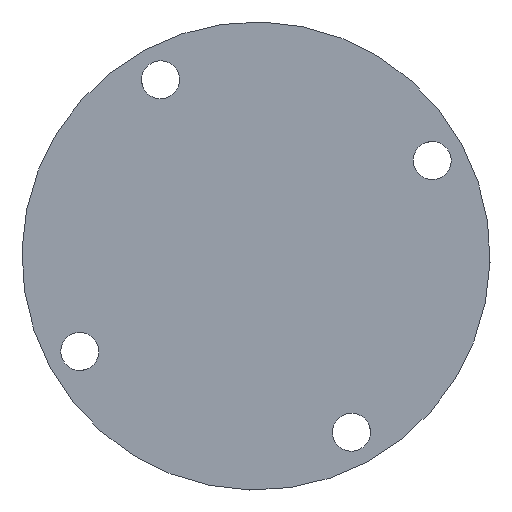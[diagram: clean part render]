
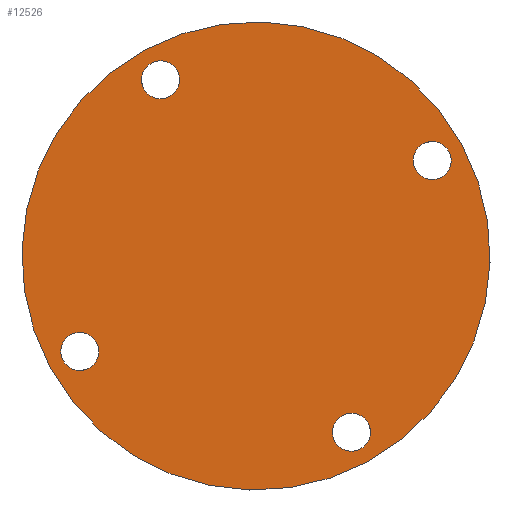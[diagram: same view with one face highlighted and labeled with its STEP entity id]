
A CAD part, front view. The second image highlights one B-rep face of the part: STEP entity #12526.
In plain terms, the highlighted planar face has unit normal (0, -1, 0).
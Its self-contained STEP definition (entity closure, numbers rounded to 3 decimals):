
#49 = ORIENTED_EDGE ( 'NONE', *, *, #8474, .T. ) ;
#68 = ORIENTED_EDGE ( 'NONE', *, *, #11411, .F. ) ;
#498 = CIRCLE ( 'NONE', #5072, 5.159 ) ;
#726 = CIRCLE ( 'NONE', #12324, 5.159 ) ;
#781 = AXIS2_PLACEMENT_3D ( 'NONE', #1305, #4750, #1450 ) ;
#946 = CARTESIAN_POINT ( 'NONE',  ( 0., 0., 0. ) ) ;
#1199 = AXIS2_PLACEMENT_3D ( 'NONE', #7084, #6978, #9400 ) ;
#1305 = CARTESIAN_POINT ( 'NONE',  ( -47.793, 0., -25.892 ) ) ;
#1415 = FACE_OUTER_BOUND ( 'NONE', #14670, .T. ) ;
#1450 = DIRECTION ( 'NONE',  ( 0.476, 0., -0.879 ) ) ;
#1599 = DIRECTION ( 'NONE',  ( 0.476, 0., -0.879 ) ) ;
#1629 = CIRCLE ( 'NONE', #10357, 63.5 ) ;
#1669 = DIRECTION ( 'NONE',  ( 0.476, 0., -0.879 ) ) ;
#1768 = FACE_BOUND ( 'NONE', #12140, .T. ) ;
#2202 = EDGE_CURVE ( 'NONE', #14338, #8754, #726, .T. ) ;
#2352 = CIRCLE ( 'NONE', #12236, 5.159 ) ;
#2377 = CARTESIAN_POINT ( 'NONE',  ( 45.335, 0., 30.429 ) ) ;
#2444 = CARTESIAN_POINT ( 'NONE',  ( 47.793, 0., 25.892 ) ) ;
#2515 = CIRCLE ( 'NONE', #14607, 5.159 ) ;
#2609 = VERTEX_POINT ( 'NONE', #13089 ) ;
#2629 = DIRECTION ( 'NONE',  ( 0., 1., 0. ) ) ;
#2652 = AXIS2_PLACEMENT_3D ( 'NONE', #946, #5557, #13785 ) ;
#2786 = CIRCLE ( 'NONE', #7343, 5.159 ) ;
#3127 = DIRECTION ( 'NONE',  ( 0.476, 0., -0.879 ) ) ;
#3608 = CIRCLE ( 'NONE', #1199, 5.159 ) ;
#3701 = EDGE_LOOP ( 'NONE', ( #4049, #11717 ) ) ;
#3844 = DIRECTION ( 'NONE',  ( 0.476, 0., -0.879 ) ) ;
#4049 = ORIENTED_EDGE ( 'NONE', *, *, #4149, .T. ) ;
#4149 = EDGE_CURVE ( 'NONE', #6936, #2609, #8192, .T. ) ;
#4186 = DIRECTION ( 'NONE',  ( 0., 1., 0. ) ) ;
#4299 = DIRECTION ( 'NONE',  ( 0.476, 0., -0.879 ) ) ;
#4484 = FACE_BOUND ( 'NONE', #3701, .T. ) ;
#4750 = DIRECTION ( 'NONE',  ( 0., 1., 0. ) ) ;
#4753 = EDGE_LOOP ( 'NONE', ( #8228, #9721 ) ) ;
#4775 = CARTESIAN_POINT ( 'NONE',  ( 30.248, 0., -55.833 ) ) ;
#4865 = VERTEX_POINT ( 'NONE', #7655 ) ;
#4940 = VERTEX_POINT ( 'NONE', #9937 ) ;
#5011 = CARTESIAN_POINT ( 'NONE',  ( -25.892, 0., 47.793 ) ) ;
#5023 = EDGE_CURVE ( 'NONE', #10476, #4940, #1629, .T. ) ;
#5059 = CARTESIAN_POINT ( 'NONE',  ( -23.435, 0., 43.256 ) ) ;
#5072 = AXIS2_PLACEMENT_3D ( 'NONE', #2444, #12999, #5787 ) ;
#5296 = ORIENTED_EDGE ( 'NONE', *, *, #5023, .F. ) ;
#5308 = VERTEX_POINT ( 'NONE', #13384 ) ;
#5329 = ORIENTED_EDGE ( 'NONE', *, *, #2202, .T. ) ;
#5353 = DIRECTION ( 'NONE',  ( 0., 1., 0. ) ) ;
#5370 = EDGE_CURVE ( 'NONE', #5308, #12498, #2352, .T. ) ;
#5557 = DIRECTION ( 'NONE',  ( 0., 1., 0. ) ) ;
#5625 = CIRCLE ( 'NONE', #781, 5.159 ) ;
#5689 = CARTESIAN_POINT ( 'NONE',  ( -45.335, 0., -30.429 ) ) ;
#5787 = DIRECTION ( 'NONE',  ( 0.476, 0., -0.879 ) ) ;
#6170 = CARTESIAN_POINT ( 'NONE',  ( 25.892, 0., -47.793 ) ) ;
#6281 = DIRECTION ( 'NONE',  ( 0., 1., 0. ) ) ;
#6599 = VERTEX_POINT ( 'NONE', #5689 ) ;
#6792 = EDGE_LOOP ( 'NONE', ( #5329, #14523 ) ) ;
#6936 = VERTEX_POINT ( 'NONE', #12249 ) ;
#6978 = DIRECTION ( 'NONE',  ( 0., 1., 0. ) ) ;
#7084 = CARTESIAN_POINT ( 'NONE',  ( -25.892, 0., 47.793 ) ) ;
#7343 = AXIS2_PLACEMENT_3D ( 'NONE', #13697, #8805, #4299 ) ;
#7424 = CARTESIAN_POINT ( 'NONE',  ( -47.793, 0., -25.892 ) ) ;
#7468 = DIRECTION ( 'NONE',  ( 0., 1., 0. ) ) ;
#7655 = CARTESIAN_POINT ( 'NONE',  ( -50.251, 0., -21.356 ) ) ;
#8192 = CIRCLE ( 'NONE', #13795, 5.159 ) ;
#8228 = ORIENTED_EDGE ( 'NONE', *, *, #5370, .T. ) ;
#8474 = EDGE_CURVE ( 'NONE', #6599, #4865, #5625, .T. ) ;
#8754 = VERTEX_POINT ( 'NONE', #9695 ) ;
#8791 = CARTESIAN_POINT ( 'NONE',  ( 0., 0., 0. ) ) ;
#8805 = DIRECTION ( 'NONE',  ( 0., 1., 0. ) ) ;
#8945 = EDGE_CURVE ( 'NONE', #4865, #6599, #2515, .T. ) ;
#8953 = CARTESIAN_POINT ( 'NONE',  ( 0., 0., 0. ) ) ;
#9301 = AXIS2_PLACEMENT_3D ( 'NONE', #8953, #10154, #3127 ) ;
#9400 = DIRECTION ( 'NONE',  ( 0.476, 0., -0.879 ) ) ;
#9695 = CARTESIAN_POINT ( 'NONE',  ( -28.35, 0., 52.329 ) ) ;
#9721 = ORIENTED_EDGE ( 'NONE', *, *, #10138, .T. ) ;
#9937 = CARTESIAN_POINT ( 'NONE',  ( -30.248, 0., 55.833 ) ) ;
#10138 = EDGE_CURVE ( 'NONE', #12498, #5308, #498, .T. ) ;
#10154 = DIRECTION ( 'NONE',  ( 0., 1., 0. ) ) ;
#10241 = EDGE_CURVE ( 'NONE', #8754, #14338, #3608, .T. ) ;
#10357 = AXIS2_PLACEMENT_3D ( 'NONE', #8791, #4186, #14518 ) ;
#10476 = VERTEX_POINT ( 'NONE', #4775 ) ;
#11269 = CARTESIAN_POINT ( 'NONE',  ( 47.793, 0., 25.892 ) ) ;
#11411 = EDGE_CURVE ( 'NONE', #4940, #10476, #12786, .T. ) ;
#11422 = PLANE ( 'NONE',  #2652 ) ;
#11717 = ORIENTED_EDGE ( 'NONE', *, *, #14196, .T. ) ;
#12140 = EDGE_LOOP ( 'NONE', ( #49, #13404 ) ) ;
#12236 = AXIS2_PLACEMENT_3D ( 'NONE', #11269, #5353, #13679 ) ;
#12249 = CARTESIAN_POINT ( 'NONE',  ( 28.35, 0., -52.329 ) ) ;
#12324 = AXIS2_PLACEMENT_3D ( 'NONE', #5011, #2629, #3844 ) ;
#12498 = VERTEX_POINT ( 'NONE', #2377 ) ;
#12526 = ADVANCED_FACE ( 'NONE', ( #14594, #14239, #1768, #4484, #1415 ), #11422, .F. ) ;
#12786 = CIRCLE ( 'NONE', #9301, 63.5 ) ;
#12999 = DIRECTION ( 'NONE',  ( 0., 1., 0. ) ) ;
#13089 = CARTESIAN_POINT ( 'NONE',  ( 23.435, 0., -43.256 ) ) ;
#13384 = CARTESIAN_POINT ( 'NONE',  ( 50.251, 0., 21.356 ) ) ;
#13404 = ORIENTED_EDGE ( 'NONE', *, *, #8945, .T. ) ;
#13679 = DIRECTION ( 'NONE',  ( 0.476, 0., -0.879 ) ) ;
#13697 = CARTESIAN_POINT ( 'NONE',  ( 25.892, 0., -47.793 ) ) ;
#13785 = DIRECTION ( 'NONE',  ( 0.476, 0., -0.879 ) ) ;
#13795 = AXIS2_PLACEMENT_3D ( 'NONE', #6170, #6281, #1599 ) ;
#14196 = EDGE_CURVE ( 'NONE', #2609, #6936, #2786, .T. ) ;
#14239 = FACE_BOUND ( 'NONE', #6792, .T. ) ;
#14338 = VERTEX_POINT ( 'NONE', #5059 ) ;
#14518 = DIRECTION ( 'NONE',  ( 0.476, 0., -0.879 ) ) ;
#14523 = ORIENTED_EDGE ( 'NONE', *, *, #10241, .T. ) ;
#14594 = FACE_BOUND ( 'NONE', #4753, .T. ) ;
#14607 = AXIS2_PLACEMENT_3D ( 'NONE', #7424, #7468, #1669 ) ;
#14670 = EDGE_LOOP ( 'NONE', ( #68, #5296 ) ) ;
